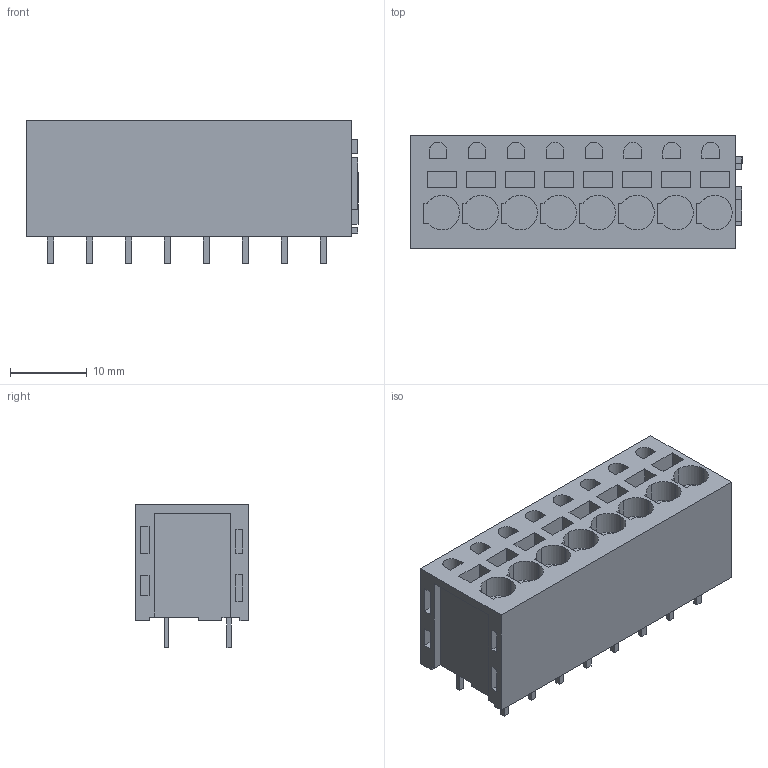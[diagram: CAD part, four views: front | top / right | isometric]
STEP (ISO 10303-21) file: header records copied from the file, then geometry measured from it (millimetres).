
FILE_DESCRIPTION(('CATIA V5 STEP Exchange','CAx-IF Rec.Pracs.--- Model Styling and Organization---1.2---2011-12-15'),'2;1');
FILE_NAME ('D1451166_0', '2018-04-09T13:31:18+00:00', ('none'), ('Weidmueller'), 'CATIA Version 5-6 Release 2014', 'CATIA V5 STEP AP214', 'none');
FILE_SCHEMA(('AUTOMOTIVE_DESIGN { 1 0 10303 214 1 1 1 1 }'));
Length unit declared in the file: millimetre
Products named in the file (1): 1331500000
Bounding box: 43.29 x 14.8 x 18.7 mm (x, y, z)
Volume: 8616.9 mm3; surface area: 4146.3 mm2
Topology: 17 solids, 17 shells, 325 faces, 765 edges, 510 vertices
Faces by surface type: plane 285, cylinder 40
Entity records: 9102 total; most frequent: CARTESIAN_POINT 1590, ORIENTED_EDGE 1530, DIRECTION 1291, EDGE_CURVE 765, VECTOR 685, LINE 685, VERTEX_POINT 510, EDGE_LOOP 361
